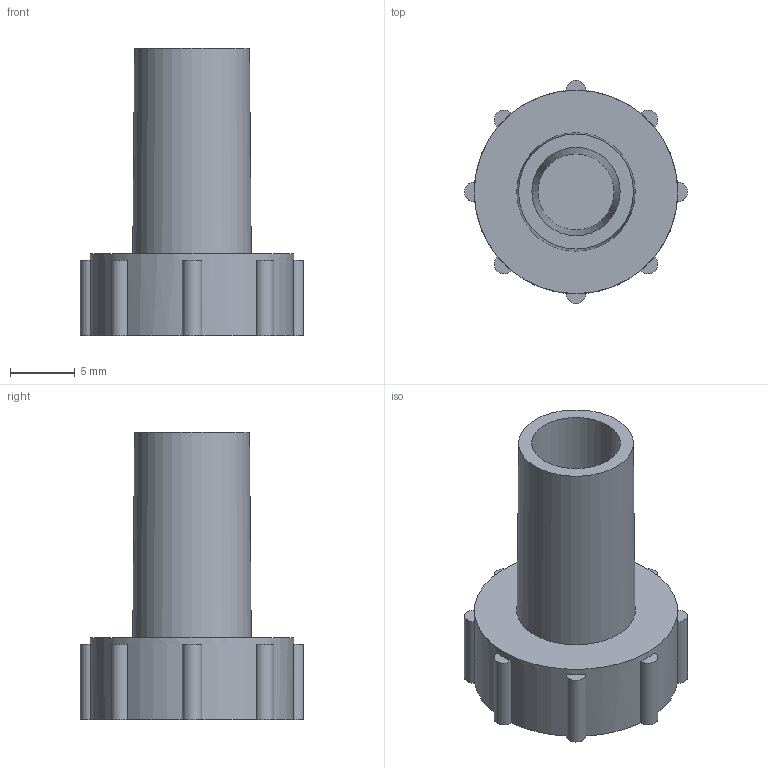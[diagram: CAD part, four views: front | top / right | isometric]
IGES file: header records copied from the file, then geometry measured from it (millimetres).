
Start section: SolidWorks IGES file using analytic representation for surfaces
Global section: file name: E-F-240154.IGS; native system: SolidWorks 2022; preprocessor: SolidWorks 2022; author: WTsang; date: 241219.090241; units: inch
Bounding box: 17.27 x 17.27 x 22.23 mm (x, y, z)
Surface area: 1715.9 mm2 (no closed solid volume)
Topology: 0 solids, 0 shells, 25 faces, 115 edges, 111 vertices
Faces by surface type: bspline 13, revolution 12
